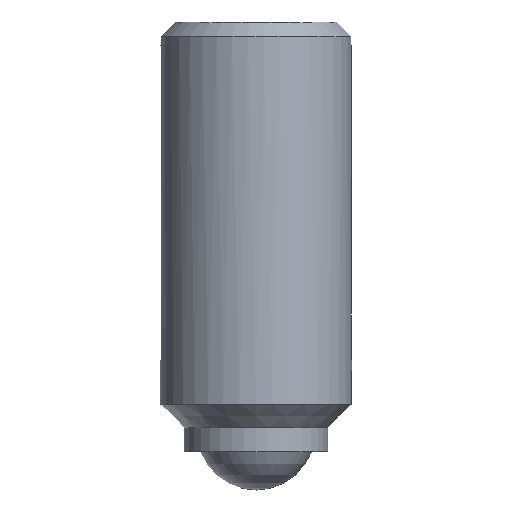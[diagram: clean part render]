
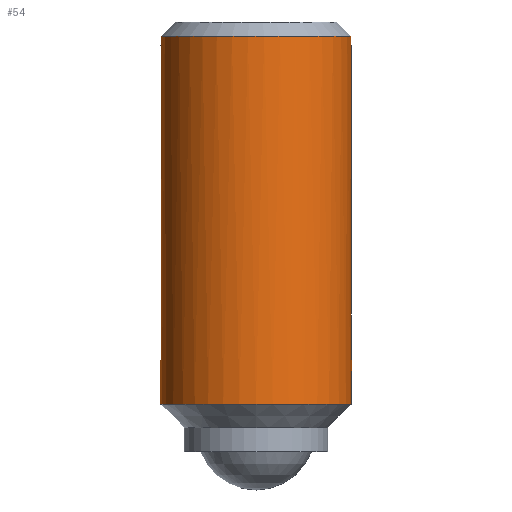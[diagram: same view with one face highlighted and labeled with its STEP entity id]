
A CAD part, left-side view. The second image highlights one B-rep face of the part: STEP entity #54.
In plain terms, the highlighted cylindrical face has radius 2 mm (diameter 4 mm), a full revolution.
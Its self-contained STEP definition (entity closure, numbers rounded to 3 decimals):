
#54 = ADVANCED_FACE( '', ( #106, #107 ), #108, .T. );
#106 = FACE_OUTER_BOUND( '', #153, .T. );
#107 = FACE_OUTER_BOUND( '', #154, .T. );
#108 = CYLINDRICAL_SURFACE( '', #155, 2. );
#153 = EDGE_LOOP( '', ( #228 ) );
#154 = EDGE_LOOP( '', ( #229, #230, #231, #232, #233, #234, #235, #236 ) );
#155 = AXIS2_PLACEMENT_3D( '', #237, #238, #239 );
#228 = ORIENTED_EDGE( '', *, *, #285, .T. );
#229 = ORIENTED_EDGE( '', *, *, #282, .T. );
#230 = ORIENTED_EDGE( '', *, *, #269, .T. );
#231 = ORIENTED_EDGE( '', *, *, #283, .T. );
#232 = ORIENTED_EDGE( '', *, *, #264, .T. );
#233 = ORIENTED_EDGE( '', *, *, #286, .T. );
#234 = ORIENTED_EDGE( '', *, *, #275, .T. );
#235 = ORIENTED_EDGE( '', *, *, #287, .T. );
#236 = ORIENTED_EDGE( '', *, *, #266, .T. );
#237 = CARTESIAN_POINT( '', ( 0., 0., 57.15 ) );
#238 = DIRECTION( '', ( 0., 0., -1. ) );
#239 = DIRECTION( '', ( 1., 0., 0. ) );
#264 = EDGE_CURVE( '', #304, #302, #305, .F. );
#266 = EDGE_CURVE( '', #301, #306, #308, .F. );
#269 = EDGE_CURVE( '', #312, #310, #313, .F. );
#275 = EDGE_CURVE( '', #322, #319, #323, .F. );
#282 = EDGE_CURVE( '', #306, #312, #331, .T. );
#283 = EDGE_CURVE( '', #310, #304, #332, .F. );
#285 = EDGE_CURVE( '', #334, #334, #335, .T. );
#286 = EDGE_CURVE( '', #302, #322, #336, .T. );
#287 = EDGE_CURVE( '', #319, #301, #337, .F. );
#301 = VERTEX_POINT( '', #352 );
#302 = VERTEX_POINT( '', #353 );
#304 = VERTEX_POINT( '', #356 );
#305 = CIRCLE( '', #357, 2. );
#306 = VERTEX_POINT( '', #358 );
#308 = CIRCLE( '', #361, 2. );
#310 = VERTEX_POINT( '', #363 );
#312 = VERTEX_POINT( '', #368 );
#313 = CIRCLE( '', #369, 2. );
#319 = VERTEX_POINT( '', #378 );
#322 = VERTEX_POINT( '', #384 );
#323 = CIRCLE( '', #385, 2. );
#331 = LINE( '', #397, #398 );
#332 = LINE( '', #399, #400 );
#334 = VERTEX_POINT( '', #402 );
#335 = CIRCLE( '', #403, 2. );
#336 = LINE( '', #404, #405 );
#337 = LINE( '', #406, #407 );
#352 = CARTESIAN_POINT( '', ( 0.25, -1.984, 9.3 ) );
#353 = CARTESIAN_POINT( '', ( 0.25, 1.984, 9.3 ) );
#356 = CARTESIAN_POINT( '', ( -0.25, 1.984, 9.3 ) );
#357 = AXIS2_PLACEMENT_3D( '', #421, #422, #423 );
#358 = CARTESIAN_POINT( '', ( -0.25, -1.984, 9.3 ) );
#361 = AXIS2_PLACEMENT_3D( '', #425, #426, #427 );
#363 = CARTESIAN_POINT( '', ( -0.25, 1.984, 9.5 ) );
#368 = CARTESIAN_POINT( '', ( -0.25, -1.984, 9.5 ) );
#369 = AXIS2_PLACEMENT_3D( '', #428, #429, #430 );
#378 = CARTESIAN_POINT( '', ( 0.25, -1.984, 9.5 ) );
#384 = CARTESIAN_POINT( '', ( 0.25, 1.984, 9.5 ) );
#385 = AXIS2_PLACEMENT_3D( '', #434, #435, #436 );
#397 = CARTESIAN_POINT( '', ( -0.25, -1.984, 57.15 ) );
#398 = VECTOR( '', #441, 1000. );
#399 = CARTESIAN_POINT( '', ( -0.25, 1.984, 57.15 ) );
#400 = VECTOR( '', #442, 1000. );
#402 = CARTESIAN_POINT( '', ( 2., 0., 1.8 ) );
#403 = AXIS2_PLACEMENT_3D( '', #443, #444, #445 );
#404 = CARTESIAN_POINT( '', ( 0.25, 1.984, 57.15 ) );
#405 = VECTOR( '', #446, 1000. );
#406 = CARTESIAN_POINT( '', ( 0.25, -1.984, 57.15 ) );
#407 = VECTOR( '', #447, 1000. );
#421 = CARTESIAN_POINT( '', ( 0., 0., 9.3 ) );
#422 = DIRECTION( '', ( 0., 0., 1. ) );
#423 = DIRECTION( '', ( 1., 0., 0. ) );
#425 = CARTESIAN_POINT( '', ( 0., 0., 9.3 ) );
#426 = DIRECTION( '', ( 0., 0., 1. ) );
#427 = DIRECTION( '', ( 1., 0., 0. ) );
#428 = CARTESIAN_POINT( '', ( 0., 0., 9.5 ) );
#429 = DIRECTION( '', ( 0., 0., 1. ) );
#430 = DIRECTION( '', ( 1., 0., 0. ) );
#434 = CARTESIAN_POINT( '', ( 0., 0., 9.5 ) );
#435 = DIRECTION( '', ( 0., 0., 1. ) );
#436 = DIRECTION( '', ( 1., 0., 0. ) );
#441 = DIRECTION( '', ( 0., 0., 1. ) );
#442 = DIRECTION( '', ( 0., 0., 1. ) );
#443 = CARTESIAN_POINT( '', ( 0., 0., 1.8 ) );
#444 = DIRECTION( '', ( 0., 0., 1. ) );
#445 = DIRECTION( '', ( 1., 0., 0. ) );
#446 = DIRECTION( '', ( 0., 0., 1. ) );
#447 = DIRECTION( '', ( 0., 0., 1. ) );
